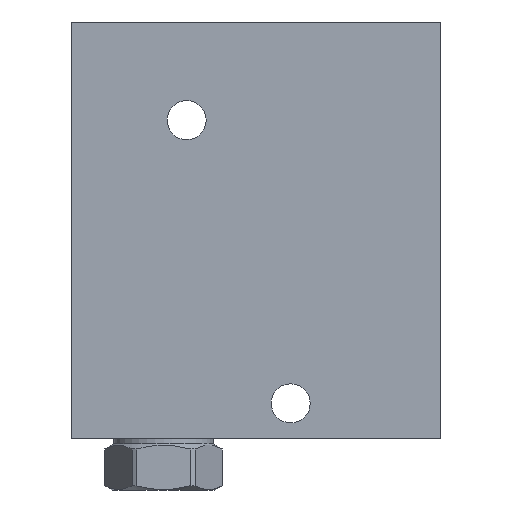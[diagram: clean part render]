
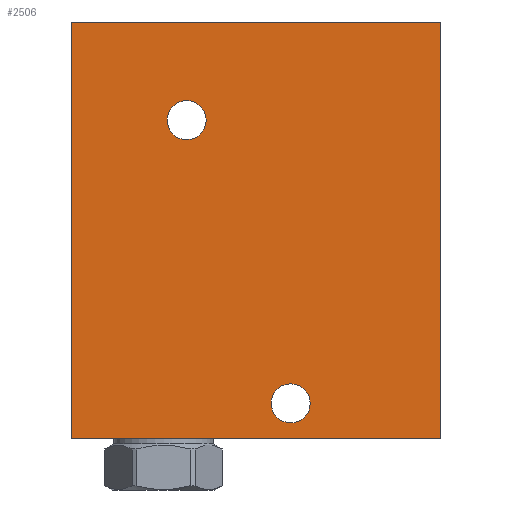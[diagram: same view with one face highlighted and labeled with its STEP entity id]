
A CAD part, front view. The second image highlights one B-rep face of the part: STEP entity #2506.
In plain terms, the highlighted planar face has unit normal (0, -1, 0).
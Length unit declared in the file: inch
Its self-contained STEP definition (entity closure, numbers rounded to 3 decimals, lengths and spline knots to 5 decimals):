
#5=DIRECTION('',(1.,0.,0.));
#6=VECTOR('',#5,4.);
#7=CARTESIAN_POINT('',(0.,-1.5,0.));
#8=LINE('',#7,#6);
#85=DIRECTION('',(0.,0.,1.));
#86=VECTOR('',#85,4.5);
#87=CARTESIAN_POINT('',(4.,-1.5,0.));
#88=LINE('',#87,#86);
#109=DIRECTION('',(0.,0.,1.));
#110=VECTOR('',#109,4.5);
#111=CARTESIAN_POINT('',(0.,-1.5,0.));
#112=LINE('',#111,#110);
#113=CARTESIAN_POINT('',(1.25,-1.5,3.438));
#114=DIRECTION('',(0.,-1.,0.));
#115=DIRECTION('',(-1.,0.,0.));
#116=AXIS2_PLACEMENT_3D('',#113,#114,#115);
#118=CARTESIAN_POINT('',(1.25,-1.5,3.438));
#119=DIRECTION('',(0.,-1.,0.));
#120=DIRECTION('',(1.,0.,0.));
#121=AXIS2_PLACEMENT_3D('',#118,#119,#120);
#123=CARTESIAN_POINT('',(2.375,-1.5,0.375));
#124=DIRECTION('',(0.,-1.,0.));
#125=DIRECTION('',(-1.,0.,0.));
#126=AXIS2_PLACEMENT_3D('',#123,#124,#125);
#128=CARTESIAN_POINT('',(2.375,-1.5,0.375));
#129=DIRECTION('',(0.,-1.,0.));
#130=DIRECTION('',(1.,0.,0.));
#131=AXIS2_PLACEMENT_3D('',#128,#129,#130);
#145=DIRECTION('',(1.,0.,0.));
#146=VECTOR('',#145,4.);
#147=CARTESIAN_POINT('',(0.,-1.5,4.5));
#148=LINE('',#147,#146);
#2070=CARTESIAN_POINT('',(0.,-1.5,0.));
#2072=VERTEX_POINT('',#2070);
#2073=CARTESIAN_POINT('',(4.,-1.5,0.));
#2074=VERTEX_POINT('',#2073);
#2078=CARTESIAN_POINT('',(0.,-1.5,4.5));
#2080=VERTEX_POINT('',#2078);
#2081=CARTESIAN_POINT('',(4.,-1.5,4.5));
#2082=VERTEX_POINT('',#2081);
#2235=CARTESIAN_POINT('',(1.039,-1.5,3.438));
#2236=CARTESIAN_POINT('',(1.461,-1.5,3.438));
#2237=VERTEX_POINT('',#2235);
#2238=VERTEX_POINT('',#2236);
#2243=CARTESIAN_POINT('',(2.164,-1.5,0.375));
#2244=CARTESIAN_POINT('',(2.586,-1.5,0.375));
#2245=VERTEX_POINT('',#2243);
#2246=VERTEX_POINT('',#2244);
#2482=CARTESIAN_POINT('',(0.,-1.5,0.));
#2483=DIRECTION('',(0.,-1.,0.));
#2484=DIRECTION('',(1.,0.,0.));
#2485=AXIS2_PLACEMENT_3D('',#2482,#2483,#2484);
#2486=PLANE('',#2485);
#2487=ORIENTED_EDGE('',*,*,#2382,.F.);
#2488=ORIENTED_EDGE('',*,*,#2407,.T.);
#2490=ORIENTED_EDGE('',*,*,#2489,.T.);
#2491=ORIENTED_EDGE('',*,*,#2462,.F.);
#2492=EDGE_LOOP('',(#2487,#2488,#2490,#2491));
#2493=FACE_OUTER_BOUND('',#2492,.F.);
#2495=ORIENTED_EDGE('',*,*,#2494,.T.);
#2497=ORIENTED_EDGE('',*,*,#2496,.T.);
#2498=EDGE_LOOP('',(#2495,#2497));
#2499=FACE_BOUND('',#2498,.F.);
#2501=ORIENTED_EDGE('',*,*,#2500,.T.);
#2503=ORIENTED_EDGE('',*,*,#2502,.T.);
#2504=EDGE_LOOP('',(#2501,#2503));
#2505=FACE_BOUND('',#2504,.F.);
#2506=ADVANCED_FACE('',(#2493,#2499,#2505),#2486,.T.);
#117=CIRCLE('',#116,0.211);
#122=CIRCLE('',#121,0.211);
#127=CIRCLE('',#126,0.211);
#132=CIRCLE('',#131,0.211);
#2382=EDGE_CURVE('',#2072,#2074,#8,.T.);
#2407=EDGE_CURVE('',#2072,#2080,#112,.T.);
#2462=EDGE_CURVE('',#2074,#2082,#88,.T.);
#2489=EDGE_CURVE('',#2080,#2082,#148,.T.);
#2494=EDGE_CURVE('',#2237,#2238,#117,.T.);
#2496=EDGE_CURVE('',#2238,#2237,#122,.T.);
#2500=EDGE_CURVE('',#2245,#2246,#127,.T.);
#2502=EDGE_CURVE('',#2246,#2245,#132,.T.);
